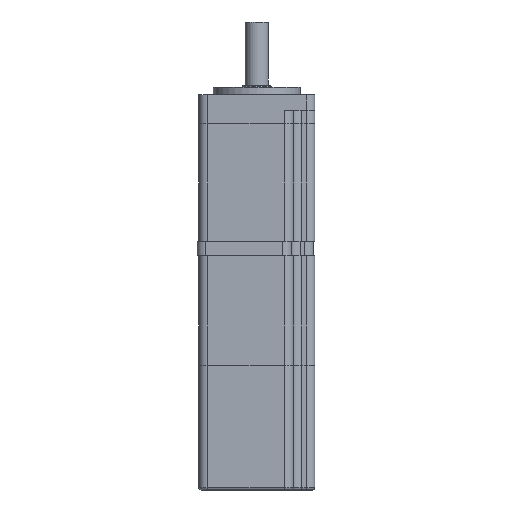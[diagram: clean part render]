
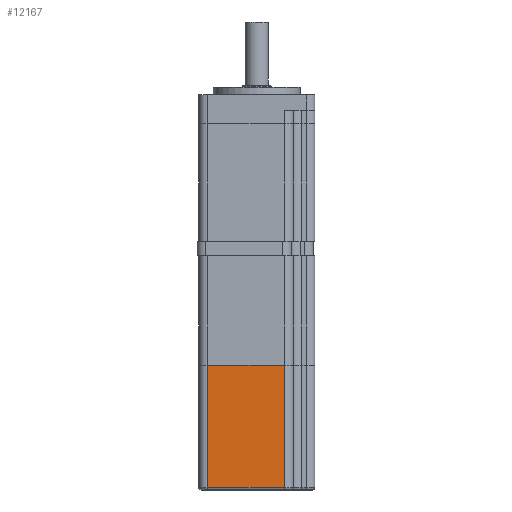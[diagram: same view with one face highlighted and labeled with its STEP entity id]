
A CAD part, front view. The second image highlights one B-rep face of the part: STEP entity #12167.
In plain terms, the highlighted planar face has unit normal (0, -1, 0).
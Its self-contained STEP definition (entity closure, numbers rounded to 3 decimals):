
#703 = VERTEX_POINT ( 'NONE', #11270 ) ;
#948 = DIRECTION ( 'NONE',  ( 0., 0., -1. ) ) ;
#1349 = EDGE_CURVE ( 'NONE', #703, #11438, #6747, .T. ) ;
#1598 = DIRECTION ( 'NONE',  ( 0., 0., -1. ) ) ;
#2057 = VERTEX_POINT ( 'NONE', #15026 ) ;
#2070 = FACE_OUTER_BOUND ( 'NONE', #6820, .T. ) ;
#2077 = ORIENTED_EDGE ( 'NONE', *, *, #3723, .T. ) ;
#2712 = DIRECTION ( 'NONE',  ( 1., 0., 0. ) ) ;
#3022 = EDGE_CURVE ( 'NONE', #703, #15399, #13059, .T. ) ;
#3672 = ORIENTED_EDGE ( 'NONE', *, *, #1349, .T. ) ;
#3723 = EDGE_CURVE ( 'NONE', #2057, #15399, #8933, .T. ) ;
#4207 = DIRECTION ( 'NONE',  ( 0., 0., 1. ) ) ;
#4426 = CARTESIAN_POINT ( 'NONE',  ( -20., -20., 0. ) ) ;
#5166 = CARTESIAN_POINT ( 'NONE',  ( -17., -20., -43. ) ) ;
#5300 = CARTESIAN_POINT ( 'NONE',  ( 9.5, -20., -42. ) ) ;
#6388 = ORIENTED_EDGE ( 'NONE', *, *, #12384, .T. ) ;
#6747 = LINE ( 'NONE', #5166, #9467 ) ;
#6820 = EDGE_LOOP ( 'NONE', ( #3672, #6388, #2077, #15299 ) ) ;
#6980 = DIRECTION ( 'NONE',  ( 1., 0., 0. ) ) ;
#7063 = DIRECTION ( 'NONE',  ( 0., -1., 0. ) ) ;
#7488 = CARTESIAN_POINT ( 'NONE',  ( -17., -20., -42. ) ) ;
#8933 = LINE ( 'NONE', #10145, #11710 ) ;
#9061 = LINE ( 'NONE', #5300, #13968 ) ;
#9467 = VECTOR ( 'NONE', #1598, 1000. ) ;
#10145 = CARTESIAN_POINT ( 'NONE',  ( 9.5, -20., 0. ) ) ;
#10328 = VECTOR ( 'NONE', #6980, 1000. ) ;
#11270 = CARTESIAN_POINT ( 'NONE',  ( -17., -20., 0. ) ) ;
#11438 = VERTEX_POINT ( 'NONE', #7488 ) ;
#11710 = VECTOR ( 'NONE', #4207, 1000. ) ;
#11770 = CARTESIAN_POINT ( 'NONE',  ( -20., -20., -43. ) ) ;
#11928 = PLANE ( 'NONE',  #12416 ) ;
#12167 = ADVANCED_FACE ( 'NONE', ( #2070 ), #11928, .T. ) ;
#12384 = EDGE_CURVE ( 'NONE', #11438, #2057, #9061, .T. ) ;
#12416 = AXIS2_PLACEMENT_3D ( 'NONE', #11770, #7063, #948 ) ;
#13059 = LINE ( 'NONE', #4426, #10328 ) ;
#13800 = CARTESIAN_POINT ( 'NONE',  ( 9.5, -20., 0. ) ) ;
#13968 = VECTOR ( 'NONE', #2712, 1000. ) ;
#15026 = CARTESIAN_POINT ( 'NONE',  ( 9.5, -20., -42. ) ) ;
#15299 = ORIENTED_EDGE ( 'NONE', *, *, #3022, .F. ) ;
#15399 = VERTEX_POINT ( 'NONE', #13800 ) ;
